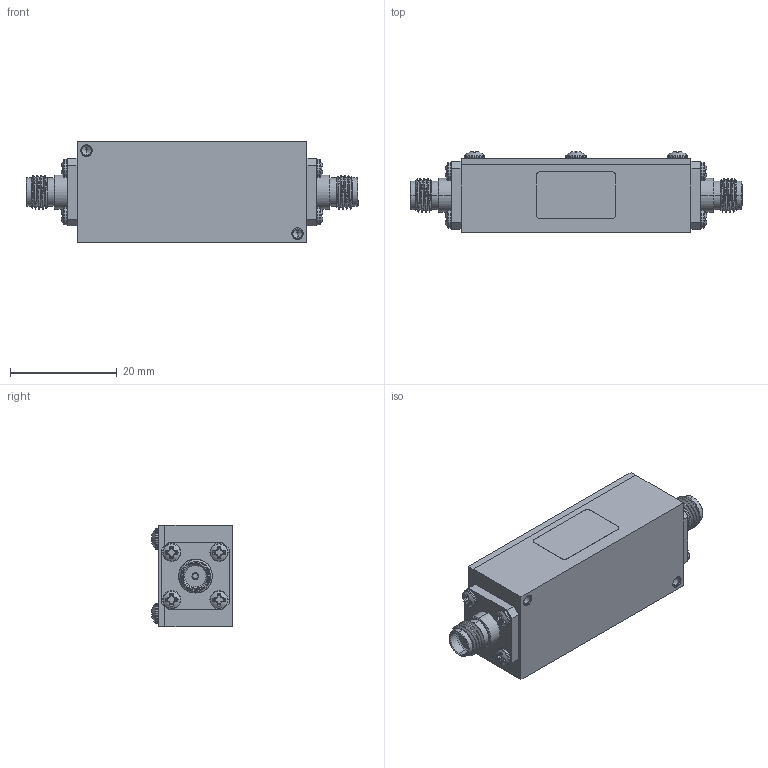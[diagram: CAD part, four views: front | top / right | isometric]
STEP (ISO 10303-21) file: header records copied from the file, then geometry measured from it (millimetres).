
FILE_DESCRIPTION (( 'STEP AP214' ), '1' );
FILE_NAME ('SF2405-SMA_3D.step', '2024-01-29T19:29:36', ( '' ), ( '' ), 'SwSTEP 2.0', 'SolidWorks 2022', '' );
FILE_SCHEMA (( 'AUTOMOTIVE_DESIGN' ));
Length unit declared in the file: inch
Products named in the file (1): SF2405-SMA_3D
Bounding box: 62.33 x 15.22 x 19.1 mm (x, y, z)
Volume: 12450.9 mm3; surface area: 4578.6 mm2
Topology: 1 solids, 11 shells, 853 faces, 2286 edges, 1504 vertices
Faces by surface type: plane 345, cylinder 336, cone 80, bspline 52, torus 32, sphere 8
Entity records: 40320 total; most frequent: CARTESIAN_POINT 20526, ORIENTED_EDGE 4548, DIRECTION 3724, EDGE_CURVE 2274, VERTEX_POINT 1504, AXIS2_PLACEMENT_3D 1406, EDGE_LOOP 914, VECTOR 912
